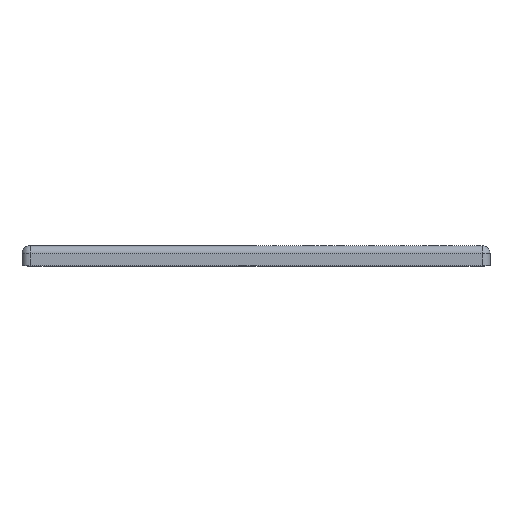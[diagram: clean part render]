
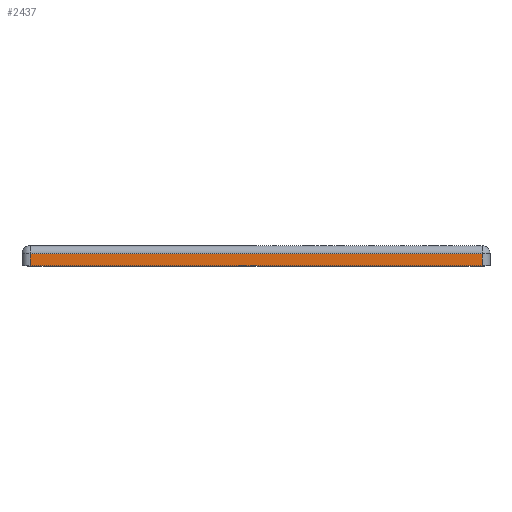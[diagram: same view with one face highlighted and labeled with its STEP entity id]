
A CAD part, top view. The second image highlights one B-rep face of the part: STEP entity #2437.
In plain terms, the highlighted planar face has unit normal (0, 0, 1).
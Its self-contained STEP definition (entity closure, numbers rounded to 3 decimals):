
#1 = CARTESIAN_POINT ( 'NONE',  ( 56.5, 0., 58.5 ) ) ;
#104 = FACE_OUTER_BOUND ( 'NONE', #2028, .T. ) ;
#334 = VECTOR ( 'NONE', #1020, 1000. ) ;
#351 = LINE ( 'NONE', #1049, #334 ) ;
#356 = VECTOR ( 'NONE', #1046, 1000. ) ;
#364 = ORIENTED_EDGE ( 'NONE', *, *, #1282, .T. ) ;
#370 = LINE ( 'NONE', #1058, #356 ) ;
#692 = VECTOR ( 'NONE', #1997, 1000. ) ;
#706 = LINE ( 'NONE', #1093, #692 ) ;
#904 = ORIENTED_EDGE ( 'NONE', *, *, #1290, .T. ) ;
#913 = ORIENTED_EDGE ( 'NONE', *, *, #1661, .T. ) ;
#933 = ORIENTED_EDGE ( 'NONE', *, *, #1063, .T. ) ;
#1017 = CARTESIAN_POINT ( 'NONE',  ( 56.5, 3., 58.5 ) ) ;
#1020 = DIRECTION ( 'NONE',  ( -1., 0., 0. ) ) ;
#1046 = DIRECTION ( 'NONE',  ( 0., 1., 0. ) ) ;
#1049 = CARTESIAN_POINT ( 'NONE',  ( -56.5, 3., 58.5 ) ) ;
#1058 = CARTESIAN_POINT ( 'NONE',  ( 56.5, 5., 58.5 ) ) ;
#1063 = EDGE_CURVE ( 'NONE', #1550, #2426, #706, .T. ) ;
#1087 = CARTESIAN_POINT ( 'NONE',  ( -56.5, 3., 58.5 ) ) ;
#1093 = CARTESIAN_POINT ( 'NONE',  ( -58.5, 0., 58.5 ) ) ;
#1207 = PLANE ( 'NONE',  #2499 ) ;
#1282 = EDGE_CURVE ( 'NONE', #2426, #1742, #370, .T. ) ;
#1290 = EDGE_CURVE ( 'NONE', #1742, #1924, #351, .T. ) ;
#1421 = DIRECTION ( 'NONE',  ( -1., 0., 0. ) ) ;
#1550 = VERTEX_POINT ( 'NONE', #1958 ) ;
#1661 = EDGE_CURVE ( 'NONE', #1924, #1550, #2550, .T. ) ;
#1742 = VERTEX_POINT ( 'NONE', #1017 ) ;
#1924 = VERTEX_POINT ( 'NONE', #1087 ) ;
#1958 = CARTESIAN_POINT ( 'NONE',  ( -56.5, 0., 58.5 ) ) ;
#1997 = DIRECTION ( 'NONE',  ( 1., 0., 0. ) ) ;
#2028 = EDGE_LOOP ( 'NONE', ( #364, #904, #913, #933 ) ) ;
#2064 = DIRECTION ( 'NONE',  ( 0., 0., -1. ) ) ;
#2173 = DIRECTION ( 'NONE',  ( 0., -1., 0. ) ) ;
#2239 = CARTESIAN_POINT ( 'NONE',  ( -56.5, 5., 58.5 ) ) ;
#2258 = CARTESIAN_POINT ( 'NONE',  ( -58.5, 5., 58.5 ) ) ;
#2426 = VERTEX_POINT ( 'NONE', #1 ) ;
#2437 = ADVANCED_FACE ( 'NONE', ( #104 ), #1207, .F. ) ;
#2499 = AXIS2_PLACEMENT_3D ( 'NONE', #2258, #2064, #1421 ) ;
#2546 = VECTOR ( 'NONE', #2173, 1000. ) ;
#2550 = LINE ( 'NONE', #2239, #2546 ) ;
